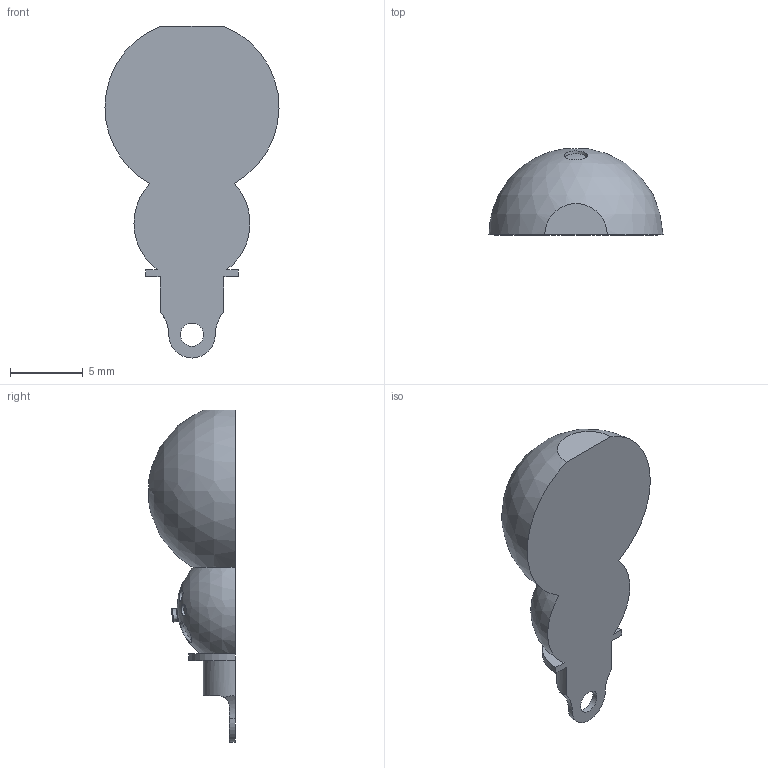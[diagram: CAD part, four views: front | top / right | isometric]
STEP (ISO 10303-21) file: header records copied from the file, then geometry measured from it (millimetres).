
FILE_DESCRIPTION(/* description */ (''),/* implementation_level */ '2;1');
FILE_NAME(/* name */ 'christmaskeychain.step',/* time_stamp */ '2025-12-25T00:51:33+08:00',/* author */ (''),/* organization */ (''),/* preprocessor_version */ 'ST-DEVELOPER v20.1',/* originating_system */ 'Autodesk Translation Framework v14.21.0.0',/* authorisation */ '');
FILE_SCHEMA (('AUTOMOTIVE_DESIGN { 1 0 10303 214 3 1 1 }'));
Length unit declared in the file: millimetre
Products named in the file (1): christmaskeychain
Bounding box: 12 x 5.95 x 22.88 mm (x, y, z)
Volume: 594.9 mm3; surface area: 522.1 mm2
Topology: 1 solids, 1 shells, 39 faces, 92 edges, 61 vertices
Faces by surface type: bspline 13, sphere 13, cylinder 7, plane 6
Full cylindrical faces by diameter (mm): 1.6 x1
Entity records: 3137 total; most frequent: CARTESIAN_POINT 2286, ORIENTED_EDGE 180, DIRECTION 136, EDGE_CURVE 90, VERTEX_POINT 61, AXIS2_PLACEMENT_3D 55, EDGE_LOOP 49, FACE_OUTER_BOUND 39
